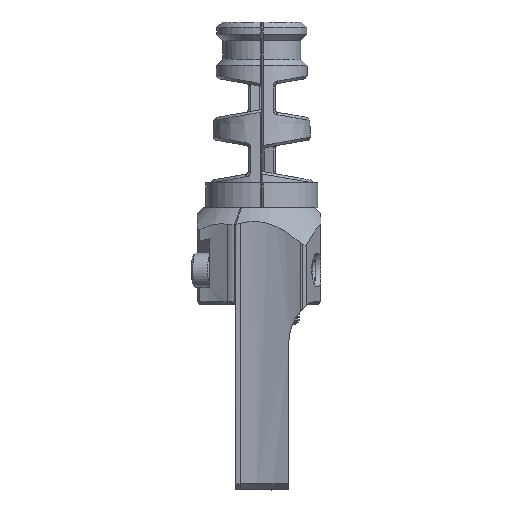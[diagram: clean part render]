
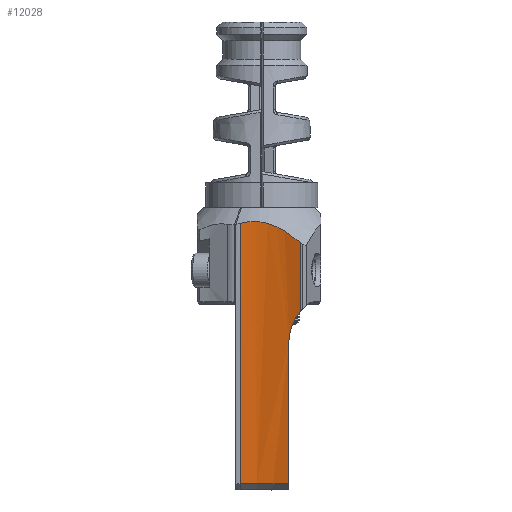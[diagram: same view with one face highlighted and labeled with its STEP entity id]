
A CAD part, front view. The second image highlights one B-rep face of the part: STEP entity #12028.
In plain terms, the highlighted cylindrical face has radius 23 mm (diameter 46 mm), a partial arc.
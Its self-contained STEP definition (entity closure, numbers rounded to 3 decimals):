
#260=CYLINDRICAL_SURFACE('',#12934,23.);
#903=CIRCLE('',#12896,23.);
#1502=LINE('',#32183,#2066);
#1561=LINE('',#32360,#2125);
#1574=LINE('',#32471,#2138);
#2066=VECTOR('',#14909,10.);
#2125=VECTOR('',#15064,10.);
#2138=VECTOR('',#15165,10.);
#2798=FACE_OUTER_BOUND('',#3476,.T.);
#3476=EDGE_LOOP('',(#11109,#11110,#11111,#11112,#11113,#11114));
#4294=B_SPLINE_CURVE_WITH_KNOTS('',3,(#32033,#32034,#32035,#32036,#32037,
#32038),.UNSPECIFIED.,.F.,.F.,(4,2,4),(-0.54,-0.306,
0.),.UNSPECIFIED.);
#4301=B_SPLINE_CURVE_WITH_KNOTS('',3,(#32452,#32453,#32454,#32455,#32456,
#32457,#32458,#32459,#32460,#32461,#32462,#32463),.UNSPECIFIED.,.F.,.F.,
(4,2,2,2,2,4),(2.733,3.135,3.349,3.564,
3.778,3.788),.UNSPECIFIED.);
#5436=VERTEX_POINT('',#32025);
#5437=VERTEX_POINT('',#32032);
#5450=VERTEX_POINT('',#32182);
#5507=VERTEX_POINT('',#32357);
#5508=VERTEX_POINT('',#32359);
#5526=VERTEX_POINT('',#32451);
#7247=EDGE_CURVE('',#5437,#5436,#4294,.F.);
#7268=EDGE_CURVE('',#5450,#5437,#1502,.T.);
#7353=EDGE_CURVE('',#5507,#5508,#1561,.T.);
#7359=EDGE_CURVE('',#5450,#5507,#903,.T.);
#7394=EDGE_CURVE('',#5526,#5508,#4301,.T.);
#7396=EDGE_CURVE('',#5526,#5436,#1574,.T.);
#11109=ORIENTED_EDGE('',*,*,#7353,.F.);
#11110=ORIENTED_EDGE('',*,*,#7359,.F.);
#11111=ORIENTED_EDGE('',*,*,#7268,.T.);
#11112=ORIENTED_EDGE('',*,*,#7247,.T.);
#11113=ORIENTED_EDGE('',*,*,#7396,.F.);
#11114=ORIENTED_EDGE('',*,*,#7394,.T.);
#12028=ADVANCED_FACE('',(#2798),#260,.F.);
#12896=AXIS2_PLACEMENT_3D('',#32375,#15078,#15079);
#12934=AXIS2_PLACEMENT_3D('',#32472,#15166,#15167);
#14909=DIRECTION('',(0.,0.,1.));
#15064=DIRECTION('',(0.,0.,1.));
#15078=DIRECTION('center_axis',(0.,0.,
1.));
#15079=DIRECTION('ref_axis',(0.01,1.,0.));
#15165=DIRECTION('',(0.,0.,-1.));
#15166=DIRECTION('center_axis',(0.,0.,1.));
#15167=DIRECTION('ref_axis',(0.01,1.,0.));
#32025=CARTESIAN_POINT('',(-15.422,347.098,-146.196));
#32032=CARTESIAN_POINT('',(-17.273,347.885,-151.314));
#32033=CARTESIAN_POINT('Ctrl Pts',(-15.422,347.098,-146.196));
#32034=CARTESIAN_POINT('Ctrl Pts',(-15.911,347.331,-146.783));
#32035=CARTESIAN_POINT('Ctrl Pts',(-16.34,347.514,-147.477));
#32036=CARTESIAN_POINT('Ctrl Pts',(-17.065,347.81,-149.209));
#32037=CARTESIAN_POINT('Ctrl Pts',(-17.273,347.885,-150.292));
#32038=CARTESIAN_POINT('Ctrl Pts',(-17.273,347.885,-151.314));
#32182=CARTESIAN_POINT('',(-17.273,347.885,-174.));
#32183=CARTESIAN_POINT('',(-17.273,347.885,-145.));
#32357=CARTESIAN_POINT('',(-25.108,349.343,-174.));
#32359=CARTESIAN_POINT('',(-25.108,349.343,-131.925));
#32360=CARTESIAN_POINT('',(-25.108,349.343,-145.));
#32375=CARTESIAN_POINT('Origin',(-25.337,326.344,-174.));
#32451=CARTESIAN_POINT('',(-15.422,347.098,-134.996));
#32452=CARTESIAN_POINT('Ctrl Pts',(-15.422,347.098,-134.996));
#32453=CARTESIAN_POINT('Ctrl Pts',(-16.393,347.561,-134.173));
#32454=CARTESIAN_POINT('Ctrl Pts',(-17.515,348.011,-133.342));
#32455=CARTESIAN_POINT('Ctrl Pts',(-19.382,348.57,-132.371));
#32456=CARTESIAN_POINT('Ctrl Pts',(-20.06,348.742,-132.091));
#32457=CARTESIAN_POINT('Ctrl Pts',(-21.45,349.025,-131.707));
#32458=CARTESIAN_POINT('Ctrl Pts',(-22.162,349.135,-131.605));
#32459=CARTESIAN_POINT('Ctrl Pts',(-23.584,349.289,-131.605));
#32460=CARTESIAN_POINT('Ctrl Pts',(-24.303,349.332,-131.707));
#32461=CARTESIAN_POINT('Ctrl Pts',(-25.044,349.343,-131.908));
#32462=CARTESIAN_POINT('Ctrl Pts',(-25.076,349.343,-131.916));
#32463=CARTESIAN_POINT('Ctrl Pts',(-25.108,349.343,-131.925));
#32471=CARTESIAN_POINT('',(-15.422,347.098,-170.));
#32472=CARTESIAN_POINT('Origin',(-25.337,326.344,-145.));
